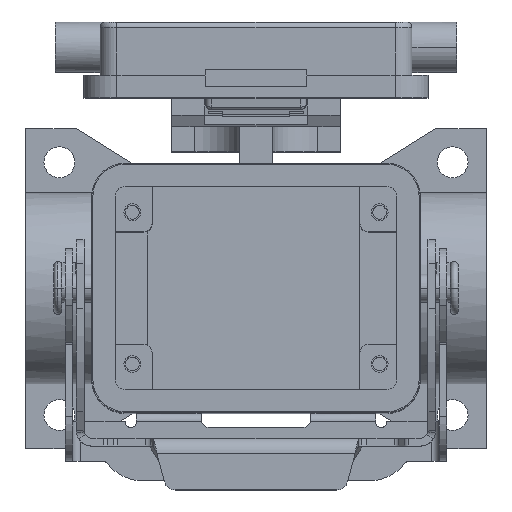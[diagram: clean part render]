
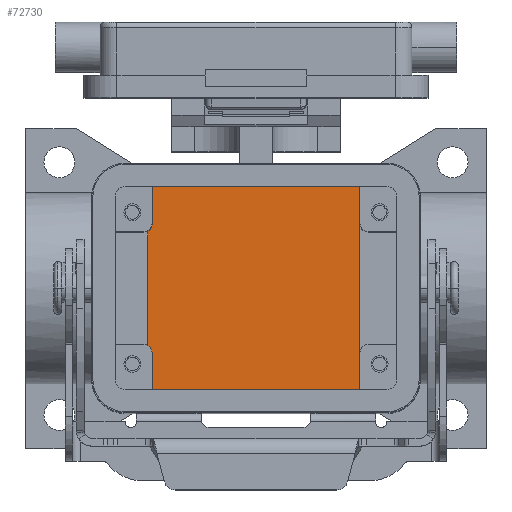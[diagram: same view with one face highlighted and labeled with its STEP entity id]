
A CAD part, top view. The second image highlights one B-rep face of the part: STEP entity #72730.
In plain terms, the highlighted planar face has unit normal (0, 0, 1).
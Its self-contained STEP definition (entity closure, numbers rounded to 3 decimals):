
#72000=CARTESIAN_POINT('',(0.,0.,-62.));
#72010=DIRECTION('',(0.,0.,1.));
#72020=DIRECTION('',(1.,0.,0.));
#72030=AXIS2_PLACEMENT_3D('',#72000,#72010,#72020);
#72040=PLANE('',#72030);
#72050=CARTESIAN_POINT('',(-20.,11.5,-62.));
#72060=DIRECTION('',(0.,0.,-1.));
#72070=DIRECTION('',(0.,-1.,0.));
#72080=AXIS2_PLACEMENT_3D('',#72050,#72060,#72070);
#72090=CIRCLE('',#72080,1.5);
#72100=CARTESIAN_POINT('',(-18.5,11.5,-62.));
#72110=VERTEX_POINT('',#72100);
#72120=CARTESIAN_POINT('',(-19.25,10.201,-62.));
#72130=VERTEX_POINT('',#72120);
#72140=EDGE_CURVE('',#72110,#72130,#72090,.T.);
#72150=ORIENTED_EDGE('',*,*,#72140,.T.);
#72160=CARTESIAN_POINT('',(-18.5,18.25,-62.));
#72170=DIRECTION('',(0.,-1.,0.));
#72180=VECTOR('',#72170,6.75);
#72190=LINE('',#72160,#72180);
#72200=CARTESIAN_POINT('',(-18.5,18.25,-62.));
#72210=VERTEX_POINT('',#72200);
#72220=EDGE_CURVE('',#72210,#72110,#72190,.T.);
#72230=ORIENTED_EDGE('',*,*,#72220,.T.);
#72240=CARTESIAN_POINT('',(18.5,18.25,-62.));
#72250=DIRECTION('',(-1.,0.,0.));
#72260=VECTOR('',#72250,37.);
#72270=LINE('',#72240,#72260);
#72280=CARTESIAN_POINT('',(18.5,18.25,-62.));
#72290=VERTEX_POINT('',#72280);
#72300=EDGE_CURVE('',#72290,#72210,#72270,.T.);
#72310=ORIENTED_EDGE('',*,*,#72300,.T.);
#72320=CARTESIAN_POINT('',(18.5,-18.25,-62.));
#72330=DIRECTION('',(0.,1.,0.));
#72340=VECTOR('',#72330,36.5);
#72350=LINE('',#72320,#72340);
#72360=CARTESIAN_POINT('',(18.5,-18.25,-62.));
#72370=VERTEX_POINT('',#72360);
#72380=EDGE_CURVE('',#72370,#72290,#72350,.T.);
#72390=ORIENTED_EDGE('',*,*,#72380,.T.);
#72400=CARTESIAN_POINT('',(-18.5,-18.25,-62.));
#72410=DIRECTION('',(1.,0.,0.));
#72420=VECTOR('',#72410,37.);
#72430=LINE('',#72400,#72420);
#72440=CARTESIAN_POINT('',(-18.5,-18.25,-62.));
#72450=VERTEX_POINT('',#72440);
#72460=EDGE_CURVE('',#72450,#72370,#72430,.T.);
#72470=ORIENTED_EDGE('',*,*,#72460,.T.);
#72480=CARTESIAN_POINT('',(-18.5,-11.5,-62.));
#72490=DIRECTION('',(0.,-1.,0.));
#72500=VECTOR('',#72490,6.75);
#72510=LINE('',#72480,#72500);
#72520=CARTESIAN_POINT('',(-18.5,-11.5,-62.));
#72530=VERTEX_POINT('',#72520);
#72540=EDGE_CURVE('',#72530,#72450,#72510,.T.);
#72550=ORIENTED_EDGE('',*,*,#72540,.T.);
#72560=CARTESIAN_POINT('',(-20.,-11.5,-62.));
#72570=DIRECTION('',(0.,0.,-1.));
#72580=DIRECTION('',(-1.,0.,0.));
#72590=AXIS2_PLACEMENT_3D('',#72560,#72570,#72580);
#72600=CIRCLE('',#72590,1.5);
#72610=CARTESIAN_POINT('',(-19.25,-10.201,-62.));
#72620=VERTEX_POINT('',#72610);
#72630=EDGE_CURVE('',#72620,#72530,#72600,.T.);
#72640=ORIENTED_EDGE('',*,*,#72630,.T.);
#72650=CARTESIAN_POINT('',(-19.25,10.201,-62.));
#72660=DIRECTION('',(0.,-1.,0.));
#72670=VECTOR('',#72660,20.402);
#72680=LINE('',#72650,#72670);
#72690=EDGE_CURVE('',#72130,#72620,#72680,.T.);
#72700=ORIENTED_EDGE('',*,*,#72690,.T.);
#72710=EDGE_LOOP('',(#72700,#72640,#72550,#72470,#72390,#72310,#72230,
#72150));
#72720=FACE_OUTER_BOUND('',#72710,.T.);
#72730=ADVANCED_FACE('',(#72720),#72040,.T.);
